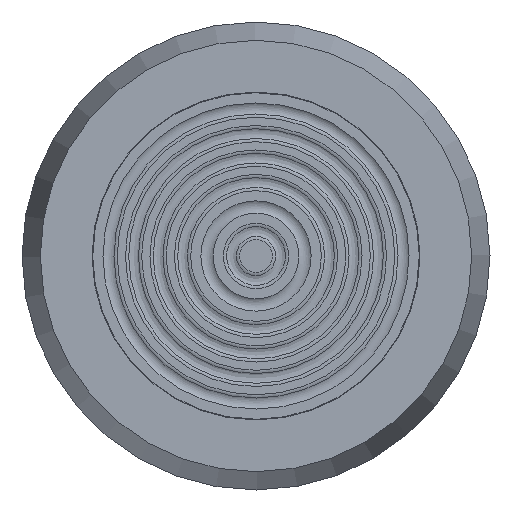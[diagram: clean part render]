
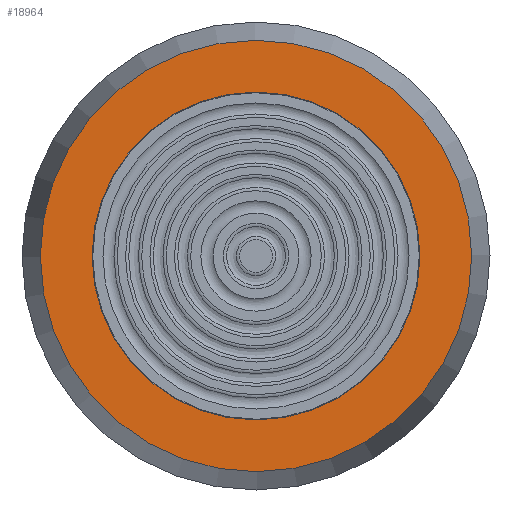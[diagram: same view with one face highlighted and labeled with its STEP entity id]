
A CAD part, left-side view. The second image highlights one B-rep face of the part: STEP entity #18964.
In plain terms, the highlighted planar face has unit normal (-1, 0, 0).
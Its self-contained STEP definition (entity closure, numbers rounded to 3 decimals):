
#281=FACE_BOUND('',#3265,.T.);
#1056=PLANE('',#20044);
#2142=FACE_OUTER_BOUND('',#3264,.T.);
#3264=EDGE_LOOP('',(#17598));
#3265=EDGE_LOOP('',(#17599));
#3740=CIRCLE('',#20035,24.);
#3745=CIRCLE('',#20045,31.571);
#9064=VERTEX_POINT('',#59789);
#9066=VERTEX_POINT('',#59802);
#11918=EDGE_CURVE('',#9064,#9064,#3740,.T.);
#11924=EDGE_CURVE('',#9066,#9066,#3745,.T.);
#17598=ORIENTED_EDGE('',*,*,#11924,.F.);
#17599=ORIENTED_EDGE('',*,*,#11918,.T.);
#18964=ADVANCED_FACE('',(#2142,#281),#1056,.T.);
#20035=AXIS2_PLACEMENT_3D('',#59790,#23011,#23012);
#20044=AXIS2_PLACEMENT_3D('',#59801,#23030,#23031);
#20045=AXIS2_PLACEMENT_3D('',#59803,#23032,#23033);
#23011=DIRECTION('center_axis',(1.,0.,0.));
#23012=DIRECTION('ref_axis',(0.,1.,0.));
#23030=DIRECTION('center_axis',(-1.,0.,0.));
#23031=DIRECTION('ref_axis',(0.,0.,1.));
#23032=DIRECTION('center_axis',(1.,0.,0.));
#23033=DIRECTION('ref_axis',(0.,0.,-1.));
#59789=CARTESIAN_POINT('',(-31.,-24.,0.));
#59790=CARTESIAN_POINT('Origin',(-31.,0.,0.));
#59801=CARTESIAN_POINT('Origin',(-31.,31.571,0.));
#59802=CARTESIAN_POINT('',(-31.,-31.571,0.));
#59803=CARTESIAN_POINT('Origin',(-31.,0.,0.));
